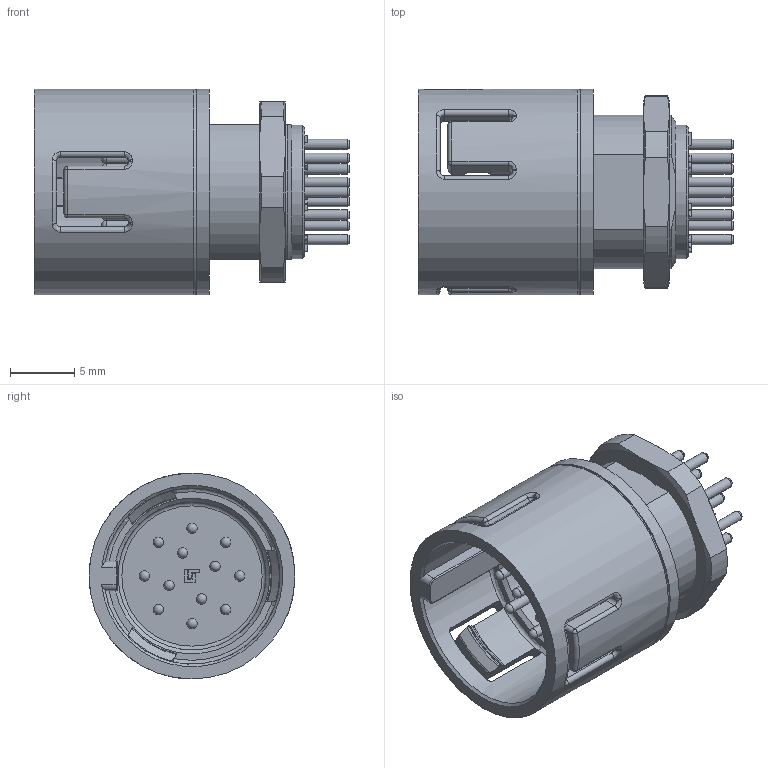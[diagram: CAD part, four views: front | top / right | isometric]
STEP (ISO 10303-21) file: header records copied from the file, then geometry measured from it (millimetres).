
FILE_DESCRIPTION(/* description */ (''),/* implementation_level */ '2;1');
FILE_NAME(/* name */ '99_9135_090_12_001_00.stp',/* time_stamp */ '2014-11-27T12:55:02+01:00',/* author */ (''),/* organization */ (''),/* preprocessor_version */ 'ST-DEVELOPER v14',/* originating_system */ 'SIEMENS PLM Software NX 8.0',/* authorisation */ '');
FILE_SCHEMA (('AP203_CONFIGURATION_CONTROLLED_3D_DESIGN_OF_MECHANICAL_PARTS_AND_ASSEMBLIES_MIM_LF { 1 0 10303 403 2 1 2}'));
Length unit declared in the file: millimetre
Products named in the file (1): cerl17B494A7owm4
Bounding box: 24.5 x 16 x 16 mm (x, y, z)
Volume: 2269.3 mm3; surface area: 2390.5 mm2
Topology: 2 solids, 2 shells, 388 faces, 975 edges, 611 vertices
Faces by surface type: plane 127, cylinder 85, extrusion 75, cone 36, torus 29, bspline 18, sphere 18
Full cylindrical faces by diameter (mm): 0.8 x24, 10.4 x1, 10.917 x1, 11.5 x1, 16 x2
Entity records: 13069 total; most frequent: CARTESIAN_POINT 4839, ORIENTED_EDGE 1724, DIRECTION 1418, EDGE_CURVE 862, VERTEX_POINT 572, AXIS2_PLACEMENT_3D 531, EDGE_LOOP 488, B_SPLINE_CURVE_WITH_KNOTS 420
